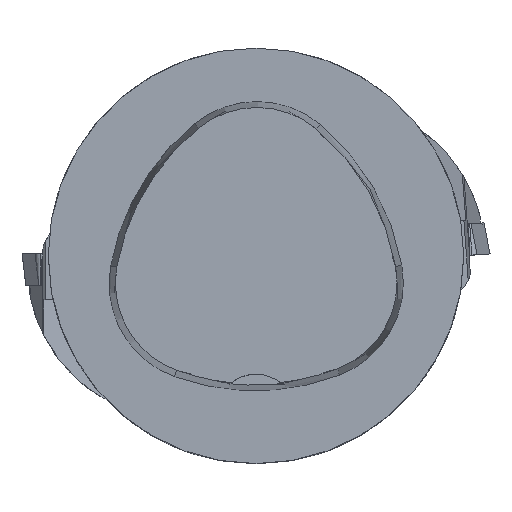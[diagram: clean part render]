
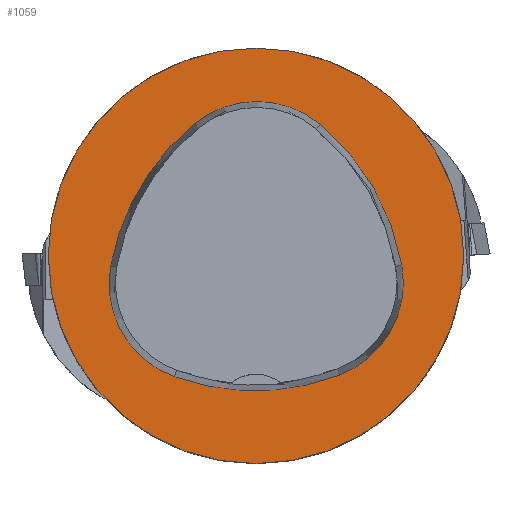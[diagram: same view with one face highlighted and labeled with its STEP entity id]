
A CAD part, top view. The second image highlights one B-rep face of the part: STEP entity #1059.
In plain terms, the highlighted planar face has unit normal (0, 0, 1).
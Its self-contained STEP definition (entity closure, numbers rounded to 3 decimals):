
#738=FACE_BOUND('',#1567,.T.);
#739=FACE_BOUND('',#1568,.T.);
#909=CIRCLE('',#4345,31.5);
#910=CIRCLE('',#4351,36.);
#912=CIRCLE('',#4354,15.);
#914=CIRCLE('',#4357,36.);
#916=CIRCLE('',#4360,15.);
#920=CIRCLE('',#4365,36.);
#922=CIRCLE('',#4368,15.);
#1059=ADVANCED_FACE('',(#738,#739),#1206,.T.);
#1206=PLANE('',#4373);
#1567=EDGE_LOOP('',(#2323,#2324,#2325,#2326,#2327,#2328));
#1568=EDGE_LOOP('',(#2329));
#2323=ORIENTED_EDGE('',*,*,#3253,.T.);
#2324=ORIENTED_EDGE('',*,*,#3233,.T.);
#2325=ORIENTED_EDGE('',*,*,#3237,.T.);
#2326=ORIENTED_EDGE('',*,*,#3240,.T.);
#2327=ORIENTED_EDGE('',*,*,#3243,.T.);
#2328=ORIENTED_EDGE('',*,*,#3251,.T.);
#2329=ORIENTED_EDGE('',*,*,#3224,.F.);
#2819=VERTEX_POINT('',#6471);
#2828=VERTEX_POINT('',#6490);
#2829=VERTEX_POINT('',#6491);
#2832=VERTEX_POINT('',#6499);
#2834=VERTEX_POINT('',#6505);
#2836=VERTEX_POINT('',#6511);
#2843=VERTEX_POINT('',#6532);
#3224=EDGE_CURVE('',#2819,#2819,#909,.T.);
#3233=EDGE_CURVE('',#2828,#2829,#910,.T.);
#3237=EDGE_CURVE('',#2829,#2832,#912,.T.);
#3240=EDGE_CURVE('',#2832,#2834,#914,.T.);
#3243=EDGE_CURVE('',#2834,#2836,#916,.T.);
#3251=EDGE_CURVE('',#2836,#2843,#920,.T.);
#3253=EDGE_CURVE('',#2843,#2828,#922,.T.);
#4345=AXIS2_PLACEMENT_3D('',#6470,#5031,#5032);
#4351=AXIS2_PLACEMENT_3D('',#6489,#5047,#5048);
#4354=AXIS2_PLACEMENT_3D('',#6498,#5055,#5056);
#4357=AXIS2_PLACEMENT_3D('',#6504,#5062,#5063);
#4360=AXIS2_PLACEMENT_3D('',#6510,#5069,#5070);
#4365=AXIS2_PLACEMENT_3D('',#6533,#5081,#5082);
#4368=AXIS2_PLACEMENT_3D('',#6536,#5087,#5088);
#4373=AXIS2_PLACEMENT_3D('',#6541,#5097,#5098);
#5031=DIRECTION('',(0.,0.,-1.));
#5032=DIRECTION('',(-1.,0.,0.));
#5047=DIRECTION('',(0.,0.,-1.));
#5048=DIRECTION('',(-1.,0.,0.));
#5055=DIRECTION('',(0.,0.,-1.));
#5056=DIRECTION('',(-1.,0.,0.));
#5062=DIRECTION('',(0.,0.,-1.));
#5063=DIRECTION('',(-1.,0.,0.));
#5069=DIRECTION('',(0.,0.,-1.));
#5070=DIRECTION('',(-1.,0.,0.));
#5081=DIRECTION('',(0.,0.,-1.));
#5082=DIRECTION('',(-1.,0.,0.));
#5087=DIRECTION('',(0.,0.,-1.));
#5088=DIRECTION('',(-1.,0.,0.));
#5097=DIRECTION('',(0.,0.,1.));
#5098=DIRECTION('',(-1.,0.,0.));
#6470=CARTESIAN_POINT('',(0.,0.,0.));
#6471=CARTESIAN_POINT('',(-31.5,0.,0.));
#6489=CARTESIAN_POINT('',(13.398,-7.893,0.));
#6490=CARTESIAN_POINT('',(-22.041,-1.562,0.));
#6491=CARTESIAN_POINT('',(-9.317,20.036,0.));
#6498=CARTESIAN_POINT('',(0.148,8.399,0.));
#6499=CARTESIAN_POINT('',(9.779,19.898,0.));
#6504=CARTESIAN_POINT('',(-13.337,-7.7,0.));
#6505=CARTESIAN_POINT('',(22.122,-1.48,0.));
#6510=CARTESIAN_POINT('',(7.347,-4.071,0.));
#6511=CARTESIAN_POINT('',(12.693,-18.087,0.));
#6532=CARTESIAN_POINT('',(-12.373,-18.307,0.));
#6533=CARTESIAN_POINT('',(-0.137,15.55,0.));
#6536=CARTESIAN_POINT('',(-7.275,-4.2,0.));
#6541=CARTESIAN_POINT('',(0.,0.,0.));
